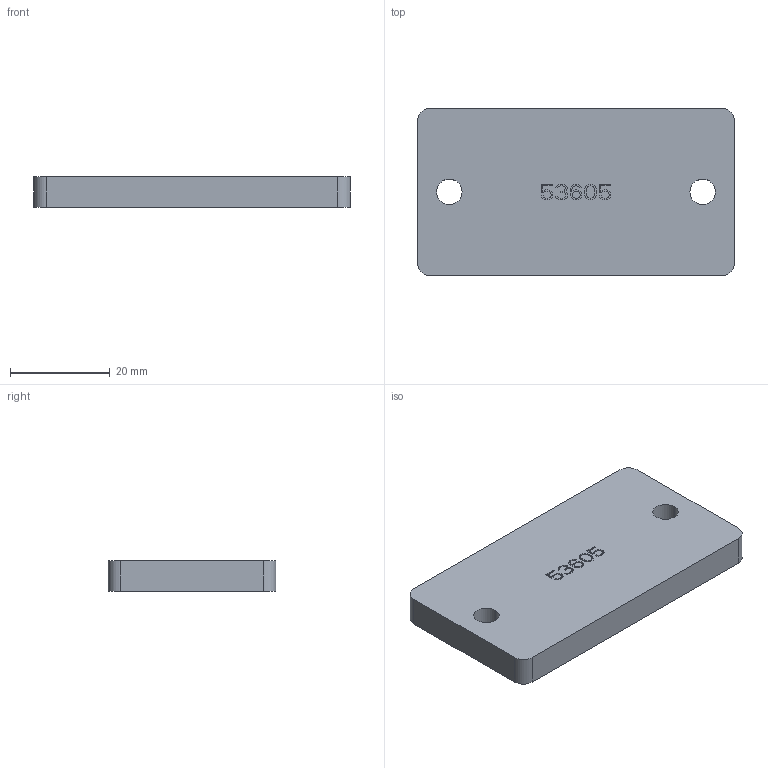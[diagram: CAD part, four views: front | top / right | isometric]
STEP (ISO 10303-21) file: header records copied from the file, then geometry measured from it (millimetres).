
FILE_DESCRIPTION((''),'2;1');
FILE_NAME('156753_SW','2011-10-06T',('banengservice'),('BANNER ENGINEERING'),'PRO/ENGINEER BY PARAMETRIC TECHNOLOGY CORPORATION, 2009141','PRO/ENGINEER BY PARAMETRIC TECHNOLOGY CORPORATION, 2009141','');
FILE_SCHEMA(('CONFIG_CONTROL_DESIGN'));
Length unit declared in the file: inch
Products named in the file (1): 156753_SW
Bounding box: 63.5 x 33.66 x 6.07 mm (x, y, z)
Volume: 12687.7 mm3; surface area: 5551.1 mm2
Topology: 1 solids, 1 shells, 262 faces, 759 edges, 506 vertices
Faces by surface type: plane 254, cylinder 8
Entity records: 8507 total; most frequent: CARTESIAN_POINT 1527, ORIENTED_EDGE 1518, DIRECTION 1299, EDGE_CURVE 759, VECTOR 743, LINE 743, VERTEX_POINT 506, AXIS2_PLACEMENT_3D 278
